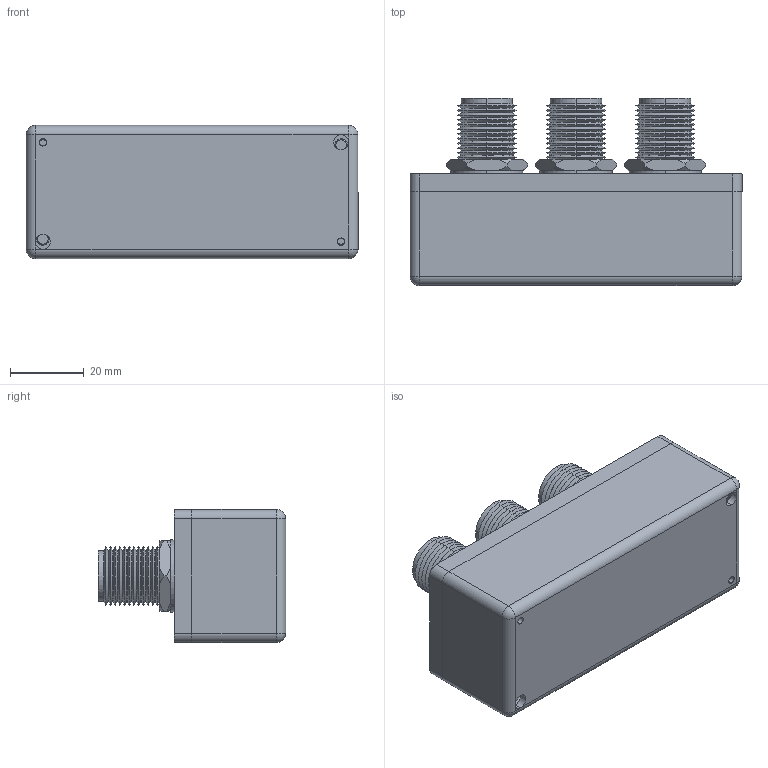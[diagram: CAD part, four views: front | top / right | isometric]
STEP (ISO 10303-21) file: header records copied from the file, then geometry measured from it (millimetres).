
FILE_DESCRIPTION (( 'STEP AP203' ), '1' );
FILE_NAME ('SC2402N.STEP', '2011-03-04T16:54:29', ( 'x' ), ( 'Microsoft' ), 'SwSTEP 2.0', 'SolidWorks 2010', '' );
FILE_SCHEMA (( 'CONFIG_CONTROL_DESIGN' ));
Length unit declared in the file: inch
Products named in the file (10): SC-02-MA2; SC-02-MA1; 1AB04-007; 1AB04-007-MA1; 3AA03-013; 3AA02-017; 1AJ02-017_4-40 x .250 FLAT HEAD SCREW; SC2402N; 1AB04-007-MA2; 1AB04-007-MA3
Assembly tree (14 placements, depth 3):
  SC2402N
    1AJ02-017_4-40 x .250 FLAT HEAD SCREW  x4
    SC-02-MA2
    1AB04-007  x3
      3AA03-013
      3AA02-017
      1AB04-007-MA2
      1AB04-007-MA1
      1AB04-007-MA3
    SC-02-MA1
Bounding box: 89.92 x 50.72 x 36.07 mm (x, y, z)
Volume: 44312.7 mm3; surface area: 39802.9 mm2
Topology: 21 solids, 21 shells, 934 faces, 2263 edges, 1388 vertices
Faces by surface type: cylinder 353, plane 300, cone 250, bspline 23, sphere 8
Entity records: 15347 total; most frequent: CARTESIAN_POINT 4715, DIRECTION 2023, ORIENTED_EDGE 1926, EDGE_CURVE 963, AXIS2_PLACEMENT_3D 740, VERTEX_POINT 594, VECTOR 543, LINE 543
